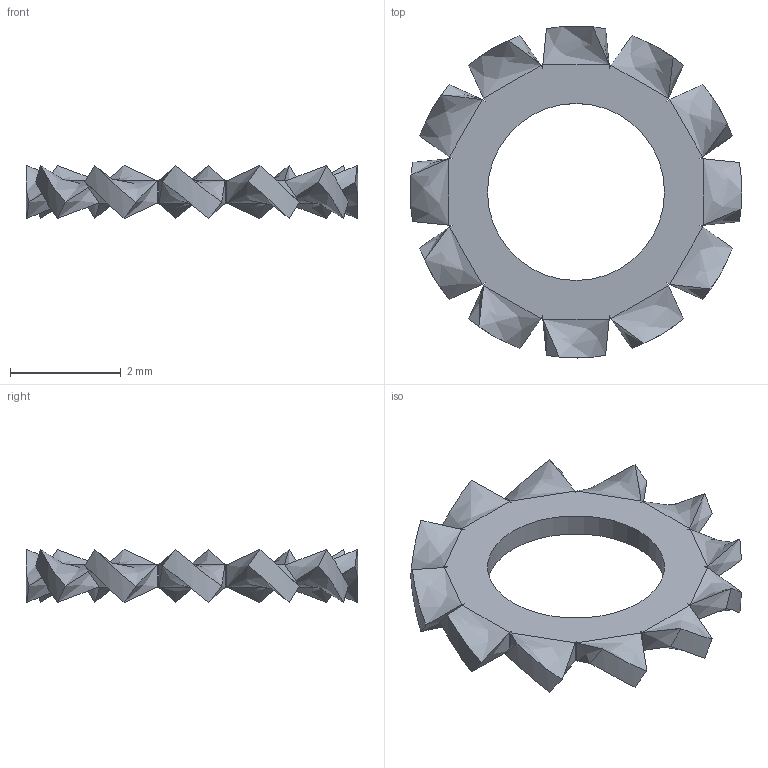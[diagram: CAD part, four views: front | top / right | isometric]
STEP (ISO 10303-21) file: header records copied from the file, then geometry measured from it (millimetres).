
FILE_DESCRIPTION (( 'STEP AP203' ), '1' );
FILE_NAME ('95060A320.step', '2014-12-08T16:45:39', ( '' ), ( '' ), 'SwSTEP 2.0', 'SolidWorks 2010', '' );
FILE_SCHEMA (( 'CONFIG_CONTROL_DESIGN' ));
Length unit declared in the file: millimetre
Products named in the file (1): 95060A320
Bounding box: 6 x 6 x 0.96 mm (x, y, z)
Volume: 6.9 mm3; surface area: 52.1 mm2
Topology: 1 solids, 1 shells, 89 faces, 213 edges, 126 vertices
Faces by surface type: bspline 48, plane 26, cylinder 15
Entity records: 3170 total; most frequent: CARTESIAN_POINT 1295, ORIENTED_EDGE 426, DIRECTION 251, EDGE_CURVE 213, VECTOR 159, LINE 159, VERTEX_POINT 126, EDGE_LOOP 91
